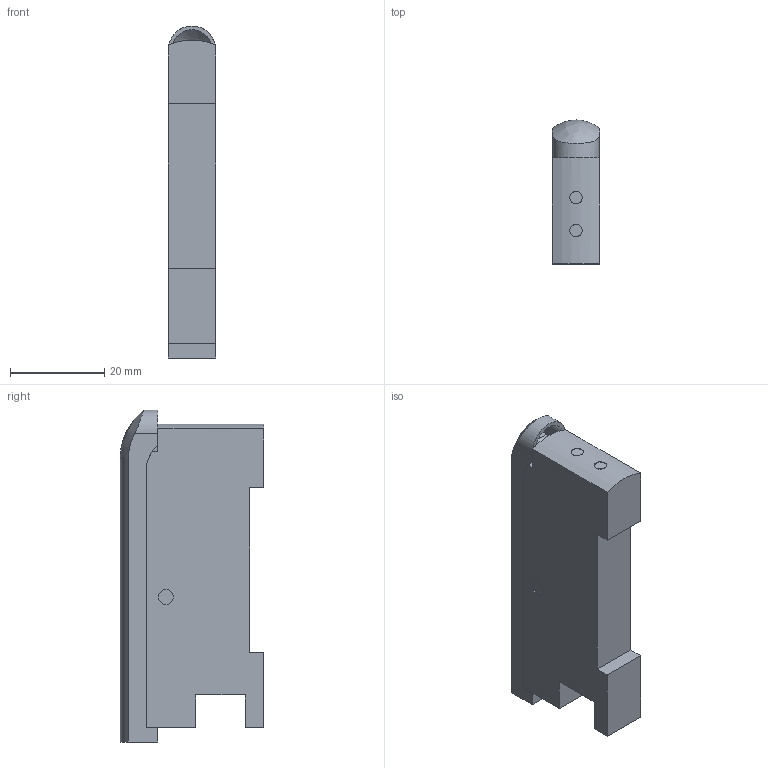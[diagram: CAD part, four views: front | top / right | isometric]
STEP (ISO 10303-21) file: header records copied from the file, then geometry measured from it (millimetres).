
FILE_DESCRIPTION(/* description */ (''),/* implementation_level */ '2;1');
FILE_NAME(/* name */ 'OL100343.stp',/* time_stamp */ '2016-10-07T14:25:17+02:00',/* author */ ('mitarbeiter'),/* organization */ (''),/* preprocessor_version */ 'ST-DEVELOPER v15.2',/* originating_system */ 'Autodesk Inventor 2014',/* authorisation */ '');
FILE_SCHEMA (('AUTOMOTIVE_DESIGN { 1 0 10303 214 3 1 1 }'));
Length unit declared in the file: millimetre
Products named in the file (3): NONE; NONEA; OL100343
Bounding box: 10 x 30.5 x 70.5 mm (x, y, z)
Volume: 16371.7 mm3; surface area: 7864 mm2
Topology: 2 solids, 2 shells, 118 faces, 298 edges, 198 vertices
Faces by surface type: plane 101, cylinder 15, bspline 2
Full cylindrical faces by diameter (mm): 2.6 x2, 3.2 x2
Entity records: 3721 total; most frequent: CARTESIAN_POINT 813, ORIENTED_EDGE 588, DIRECTION 560, EDGE_CURVE 294, LINE 258, VECTOR 258, VERTEX_POINT 198, AXIS2_PLACEMENT_3D 151
